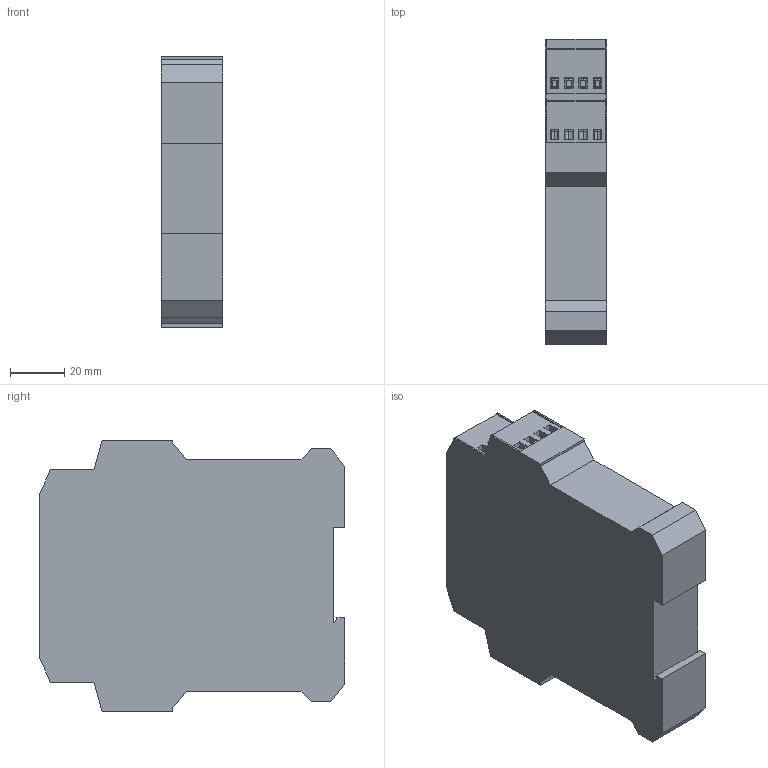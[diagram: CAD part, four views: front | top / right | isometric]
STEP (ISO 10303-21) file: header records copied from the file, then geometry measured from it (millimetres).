
FILE_DESCRIPTION (( 'STEP AP203' ), '1' );
FILE_NAME ('Tner S31.STEP', '2020-03-27T08:36:57', ( '微软用户' ), ( '微软中国' ), 'SwSTEP 2.0', 'SolidWorks 2016', '' );
FILE_SCHEMA (( 'CONFIG_CONTROL_DESIGN' ));
Length unit declared in the file: millimetre
Products named in the file (1): Tner S31
Bounding box: 22.6 x 112 x 99.5 mm (x, y, z)
Volume: 214728.7 mm3; surface area: 35921.9 mm2
Topology: 17 solids, 17 shells, 360 faces, 930 edges, 604 vertices
Faces by surface type: plane 296, cylinder 64
Entity records: 10971 total; most frequent: CARTESIAN_POINT 2183, ORIENTED_EDGE 1860, DIRECTION 1748, EDGE_CURVE 930, LINE 642, VECTOR 642, VERTEX_POINT 604, AXIS2_PLACEMENT_3D 553
